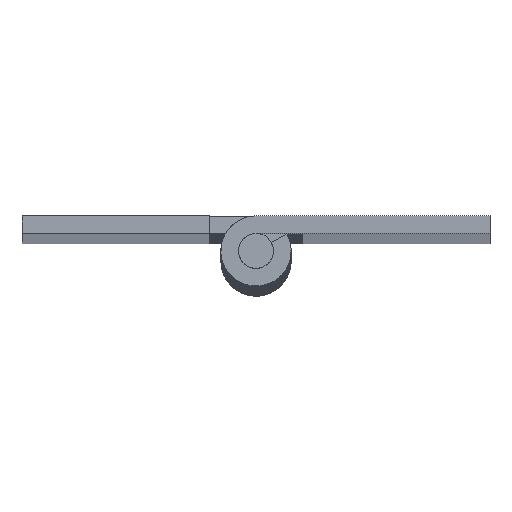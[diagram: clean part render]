
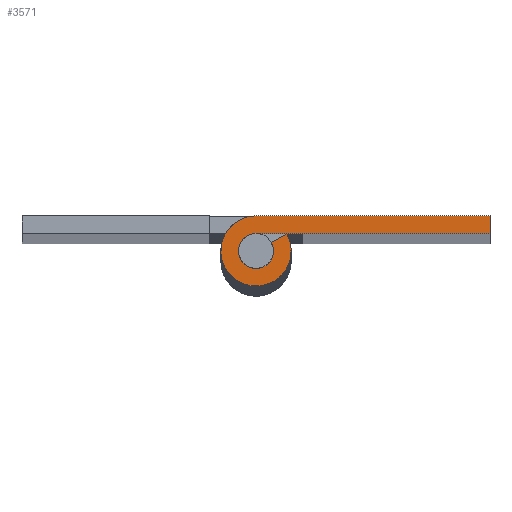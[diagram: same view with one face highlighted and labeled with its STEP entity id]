
A CAD part, top view. The second image highlights one B-rep face of the part: STEP entity #3571.
In plain terms, the highlighted free-form (B-spline) face has degree [1, 1] with [2, 2] control points.
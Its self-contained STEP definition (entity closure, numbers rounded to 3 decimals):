
#3494=CARTESIAN_POINT('',(-4.104,3.3,500.0));
#3495=CARTESIAN_POINT('',(21.147,3.3,500.0));
#3496=CARTESIAN_POINT('',(-4.104,-3.299,500.0));
#3497=CARTESIAN_POINT('',(21.147,-3.299,500.0));
#3498=B_SPLINE_SURFACE_WITH_KNOTS('',1,1,((#3494,#3496),(#3495,#3497)),.UNSPECIFIED.,.F.,.F.,.U.,(2,2),(2,2),(0.0,25.251),(0.0,6.599),.UNSPECIFIED.);
#3499=CARTESIAN_POINT('',(0.,1.5,500.0));
#3500=VERTEX_POINT('',#3499);
#3501=CARTESIAN_POINT('',(1.313,0.725,500.0));
#3502=VERTEX_POINT('',#3501);
#3503=CARTESIAN_POINT('',(0.0,1.5,500.0));
#3504=CARTESIAN_POINT('',(-1.145,1.5,500.0));
#3505=CARTESIAN_POINT('',(-1.447,0.395,500.0));
#3506=CARTESIAN_POINT('',(-1.749,-0.71,500.0));
#3507=CARTESIAN_POINT('',(-0.762,-1.292,500.0));
#3508=CARTESIAN_POINT('',(0.224,-1.874,500.0));
#3509=CARTESIAN_POINT('',(1.045,-1.076,500.0));
#3510=CARTESIAN_POINT('',(1.867,-0.278,500.0));
#3511=CARTESIAN_POINT('',(1.313,0.725,500.0));
#3519=(BOUNDED_CURVE()B_SPLINE_CURVE(2,(#3503,#3504,#3505,#3506,#3507,#3508,#3509,#3510,#3511),.UNSPECIFIED.,.F.,.U.)B_SPLINE_CURVE_WITH_KNOTS((3,2,2,2,3),(0.0,0.25,0.5,0.75,1.0),.UNSPECIFIED.)CURVE()GEOMETRIC_REPRESENTATION_ITEM()RATIONAL_B_SPLINE_CURVE((1.0,0.795,1.0,0.795,1.0,0.795,1.0,0.795,1.0))REPRESENTATION_ITEM(''));
#3520=EDGE_CURVE('',#3500,#3502,#3519,.T.);
#3521=ORIENTED_EDGE('',*,*,#3520,.F.);
#3522=CARTESIAN_POINT('',(20.0,1.5,500.0));
#3523=VERTEX_POINT('',#3522);
#3524=CARTESIAN_POINT('',(0.,1.5,500.0));
#3525=CARTESIAN_POINT('',(20.0,1.5,500.0));
#3526=QUASI_UNIFORM_CURVE('',1,(#3524,#3525),.UNSPECIFIED.,.F.,.U.);
#3527=EDGE_CURVE('',#3500,#3523,#3526,.T.);
#3528=ORIENTED_EDGE('',*,*,#3527,.T.);
#3529=CARTESIAN_POINT('',(20.0,3.0,500.0));
#3530=VERTEX_POINT('',#3529);
#3531=CARTESIAN_POINT('',(20.0,1.5,500.0));
#3532=CARTESIAN_POINT('',(20.0,3.0,500.0));
#3533=QUASI_UNIFORM_CURVE('',1,(#3531,#3532),.UNSPECIFIED.,.F.,.U.);
#3534=EDGE_CURVE('',#3523,#3530,#3533,.T.);
#3535=ORIENTED_EDGE('',*,*,#3534,.T.);
#3536=CARTESIAN_POINT('',(0.0,3.0,500.0));
#3537=VERTEX_POINT('',#3536);
#3538=CARTESIAN_POINT('',(20.0,3.0,500.0));
#3539=CARTESIAN_POINT('',(0.0,3.0,500.0));
#3540=QUASI_UNIFORM_CURVE('',1,(#3538,#3539),.UNSPECIFIED.,.F.,.U.);
#3541=EDGE_CURVE('',#3530,#3537,#3540,.T.);
#3542=ORIENTED_EDGE('',*,*,#3541,.T.);
#3543=CARTESIAN_POINT('',(2.626,1.45,500.0));
#3544=VERTEX_POINT('',#3543);
#3545=CARTESIAN_POINT('',(0.0,3.0,500.0));
#3546=CARTESIAN_POINT('',(-2.291,3.,500.0));
#3547=CARTESIAN_POINT('',(-2.894,0.79,500.0));
#3548=CARTESIAN_POINT('',(-3.497,-1.419,500.0));
#3549=CARTESIAN_POINT('',(-1.525,-2.584,500.0));
#3550=CARTESIAN_POINT('',(0.448,-3.748,500.0));
#3551=CARTESIAN_POINT('',(2.091,-2.152,500.0));
#3552=CARTESIAN_POINT('',(3.733,-0.555,500.0));
#3553=CARTESIAN_POINT('',(2.626,1.45,500.0));
#3561=(BOUNDED_CURVE()B_SPLINE_CURVE(2,(#3545,#3546,#3547,#3548,#3549,#3550,#3551,#3552,#3553),.UNSPECIFIED.,.F.,.U.)B_SPLINE_CURVE_WITH_KNOTS((3,2,2,2,3),(0.0,0.25,0.5,0.75,1.0),.UNSPECIFIED.)CURVE()GEOMETRIC_REPRESENTATION_ITEM()RATIONAL_B_SPLINE_CURVE((1.0,0.795,1.0,0.795,1.0,0.795,1.0,0.795,1.0))REPRESENTATION_ITEM(''));
#3562=EDGE_CURVE('',#3537,#3544,#3561,.T.);
#3563=ORIENTED_EDGE('',*,*,#3562,.T.);
#3564=CARTESIAN_POINT('',(2.626,1.45,500.0));
#3565=CARTESIAN_POINT('',(1.313,0.725,500.0));
#3566=QUASI_UNIFORM_CURVE('',1,(#3564,#3565),.UNSPECIFIED.,.F.,.U.);
#3567=EDGE_CURVE('',#3544,#3502,#3566,.T.);
#3568=ORIENTED_EDGE('',*,*,#3567,.T.);
#3569=EDGE_LOOP('',(#3521,#3528,#3535,#3542,#3563,#3568));
#3570=FACE_OUTER_BOUND('',#3569,.T.);
#3571=ADVANCED_FACE('',(#3570),#3498,.F.);
